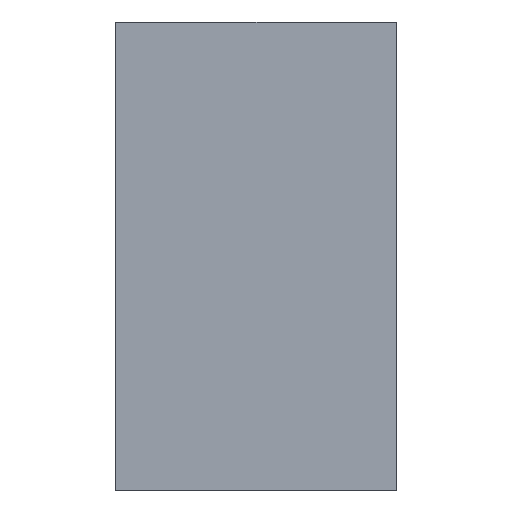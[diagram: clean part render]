
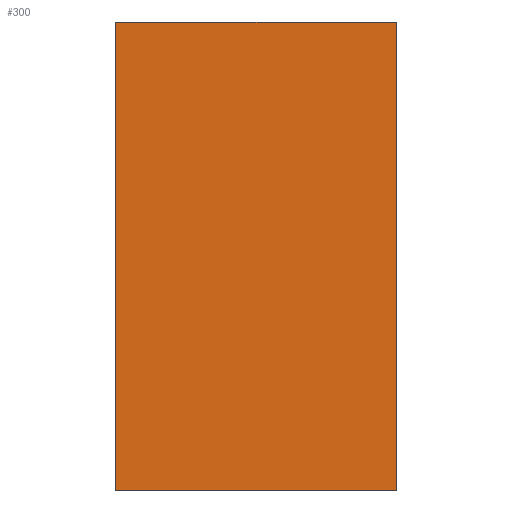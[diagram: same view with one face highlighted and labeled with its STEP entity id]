
A CAD part, left-side view. The second image highlights one B-rep face of the part: STEP entity #300.
In plain terms, the highlighted planar face has unit normal (-1, 0, 0).
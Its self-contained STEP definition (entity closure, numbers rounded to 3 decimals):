
#20 = DIRECTION ( 'NONE',  ( -1., 0., 0. ) ) ;
#25 = EDGE_CURVE ( 'NONE', #328, #541, #172, .T. ) ;
#34 = EDGE_CURVE ( 'NONE', #541, #489, #40, .T. ) ;
#40 = LINE ( 'NONE', #477, #105 ) ;
#59 = LINE ( 'NONE', #295, #66 ) ;
#66 = VECTOR ( 'NONE', #468, 1000. ) ;
#79 = CARTESIAN_POINT ( 'NONE',  ( -0.9, 0.6, -0.5 ) ) ;
#90 = EDGE_CURVE ( 'NONE', #382, #328, #474, .T. ) ;
#105 = VECTOR ( 'NONE', #273, 1000. ) ;
#122 = DIRECTION ( 'NONE',  ( 0., 0., -1. ) ) ;
#172 = LINE ( 'NONE', #315, #354 ) ;
#200 = AXIS2_PLACEMENT_3D ( 'NONE', #476, #20, #350 ) ;
#226 = CARTESIAN_POINT ( 'NONE',  ( -0.9, 0., 0.5 ) ) ;
#244 = ORIENTED_EDGE ( 'NONE', *, *, #25, .F. ) ;
#273 = DIRECTION ( 'NONE',  ( 0., 0., 1. ) ) ;
#283 = VECTOR ( 'NONE', #122, 1000. ) ;
#295 = CARTESIAN_POINT ( 'NONE',  ( -0.9, 0.6, 0.5 ) ) ;
#300 = ADVANCED_FACE ( 'NONE', ( #522 ), #530, .T. ) ;
#315 = CARTESIAN_POINT ( 'NONE',  ( -0.9, 0., -0.5 ) ) ;
#328 = VERTEX_POINT ( 'NONE', #399 ) ;
#350 = DIRECTION ( 'NONE',  ( 0., 0., -1. ) ) ;
#354 = VECTOR ( 'NONE', #586, 1000. ) ;
#382 = VERTEX_POINT ( 'NONE', #552 ) ;
#397 = EDGE_CURVE ( 'NONE', #489, #382, #59, .T. ) ;
#399 = CARTESIAN_POINT ( 'NONE',  ( -0.9, 0., -0.5 ) ) ;
#429 = CARTESIAN_POINT ( 'NONE',  ( -0.9, 0.6, 0.5 ) ) ;
#454 = ORIENTED_EDGE ( 'NONE', *, *, #397, .F. ) ;
#461 = ORIENTED_EDGE ( 'NONE', *, *, #90, .F. ) ;
#468 = DIRECTION ( 'NONE',  ( 0., -1., 0. ) ) ;
#474 = LINE ( 'NONE', #226, #283 ) ;
#476 = CARTESIAN_POINT ( 'NONE',  ( -0.9, 0., 0. ) ) ;
#477 = CARTESIAN_POINT ( 'NONE',  ( -0.9, 0.6, -0.5 ) ) ;
#489 = VERTEX_POINT ( 'NONE', #429 ) ;
#491 = ORIENTED_EDGE ( 'NONE', *, *, #34, .F. ) ;
#522 = FACE_OUTER_BOUND ( 'NONE', #545, .T. ) ;
#530 = PLANE ( 'NONE',  #200 ) ;
#541 = VERTEX_POINT ( 'NONE', #79 ) ;
#545 = EDGE_LOOP ( 'NONE', ( #454, #491, #244, #461 ) ) ;
#552 = CARTESIAN_POINT ( 'NONE',  ( -0.9, 0., 0.5 ) ) ;
#586 = DIRECTION ( 'NONE',  ( 0., 1., 0. ) ) ;
